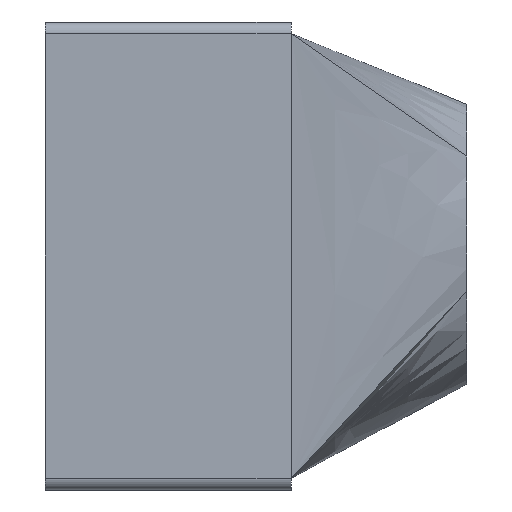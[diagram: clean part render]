
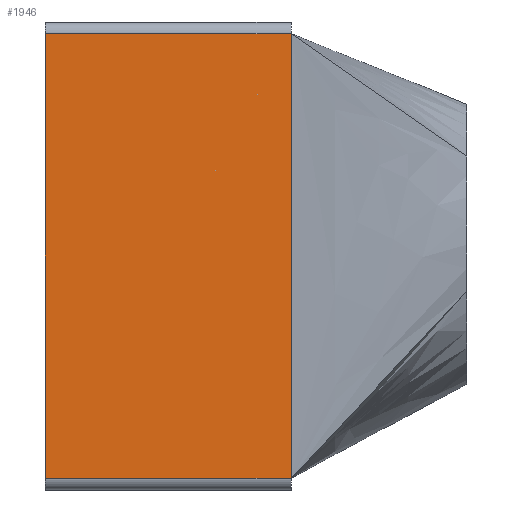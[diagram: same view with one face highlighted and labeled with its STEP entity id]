
A CAD part, left-side view. The second image highlights one B-rep face of the part: STEP entity #1946.
In plain terms, the highlighted planar face has unit normal (-1, 0, 0).
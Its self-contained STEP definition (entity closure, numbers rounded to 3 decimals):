
#72 = EDGE_CURVE ( 'NONE', #885, #600, #1373, .T. ) ;
#81 = CARTESIAN_POINT ( 'NONE',  ( -28.686, -1., -23.667 ) ) ;
#171 = VERTEX_POINT ( 'NONE', #81 ) ;
#186 = CARTESIAN_POINT ( 'NONE',  ( -28.686, -1., 14.333 ) ) ;
#303 = VERTEX_POINT ( 'NONE', #1476 ) ;
#381 = AXIS2_PLACEMENT_3D ( 'NONE', #389, #782, #1172 ) ;
#389 = CARTESIAN_POINT ( 'NONE',  ( -28.686, -1., -24.667 ) ) ;
#597 = CARTESIAN_POINT ( 'NONE',  ( -28.686, 20., -24.667 ) ) ;
#600 = VERTEX_POINT ( 'NONE', #2400 ) ;
#770 = VECTOR ( 'NONE', #2151, 1000. ) ;
#782 = DIRECTION ( 'NONE',  ( -1., 0., 0. ) ) ;
#837 = EDGE_CURVE ( 'NONE', #171, #303, #1181, .T. ) ;
#885 = VERTEX_POINT ( 'NONE', #2039 ) ;
#986 = DIRECTION ( 'NONE',  ( 0., 0., 1. ) ) ;
#1079 = EDGE_CURVE ( 'NONE', #885, #171, #1109, .T. ) ;
#1109 = LINE ( 'NONE', #1694, #1538 ) ;
#1148 = ORIENTED_EDGE ( 'NONE', *, *, #837, .T. ) ;
#1172 = DIRECTION ( 'NONE',  ( 0., 0., 1. ) ) ;
#1177 = LINE ( 'NONE', #186, #1275 ) ;
#1181 = LINE ( 'NONE', #1391, #1790 ) ;
#1275 = VECTOR ( 'NONE', #2180, 1000. ) ;
#1286 = EDGE_CURVE ( 'NONE', #303, #600, #1177, .T. ) ;
#1373 = LINE ( 'NONE', #597, #770 ) ;
#1391 = CARTESIAN_POINT ( 'NONE',  ( -28.686, -1., -24.667 ) ) ;
#1476 = CARTESIAN_POINT ( 'NONE',  ( -28.686, -1., 14.333 ) ) ;
#1536 = ORIENTED_EDGE ( 'NONE', *, *, #1286, .T. ) ;
#1538 = VECTOR ( 'NONE', #2481, 1000. ) ;
#1694 = CARTESIAN_POINT ( 'NONE',  ( -28.686, -1., -23.667 ) ) ;
#1717 = EDGE_LOOP ( 'NONE', ( #1148, #1536, #1793, #1798 ) ) ;
#1748 = FACE_OUTER_BOUND ( 'NONE', #1717, .T. ) ;
#1790 = VECTOR ( 'NONE', #986, 1000. ) ;
#1793 = ORIENTED_EDGE ( 'NONE', *, *, #72, .F. ) ;
#1798 = ORIENTED_EDGE ( 'NONE', *, *, #1079, .T. ) ;
#1914 = PLANE ( 'NONE',  #381 ) ;
#1946 = ADVANCED_FACE ( 'NONE', ( #1748 ), #1914, .T. ) ;
#2039 = CARTESIAN_POINT ( 'NONE',  ( -28.686, 20., -23.667 ) ) ;
#2151 = DIRECTION ( 'NONE',  ( 0., 0., 1. ) ) ;
#2180 = DIRECTION ( 'NONE',  ( 0., 1., 0. ) ) ;
#2400 = CARTESIAN_POINT ( 'NONE',  ( -28.686, 20., 14.333 ) ) ;
#2481 = DIRECTION ( 'NONE',  ( 0., -1., 0. ) ) ;
